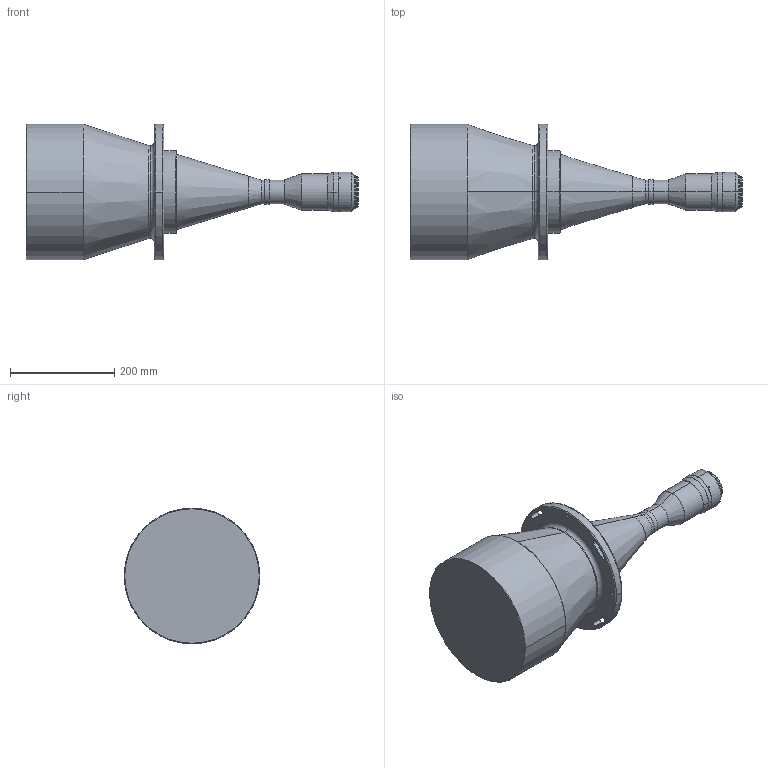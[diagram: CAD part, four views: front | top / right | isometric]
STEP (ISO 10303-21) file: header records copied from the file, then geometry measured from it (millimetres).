
FILE_DESCRIPTION (( 'STEP AP203' ), '1' );
FILE_NAME ('DTCM35FH-216-M58-AL.STEP', '2019-11-14T08:20:17', ( 'Windows 蚚誧' ), ( '' ), 'SwSTEP 2.0', 'SolidWorks 2017', '' );
FILE_SCHEMA (( 'CONFIG_CONTROL_DESIGN' ));
Length unit declared in the file: millimetre
Products named in the file (1): DTCM35FH-216-M58-AL
Bounding box: 637 x 260 x 260 mm (x, y, z)
Volume: 14179429.6 mm3; surface area: 426402.7 mm2
Topology: 1 solids, 1 shells, 121 faces, 292 edges, 177 vertices
Faces by surface type: cylinder 60, cone 30, bspline 20, plane 9, torus 2
Entity records: 3935 total; most frequent: CARTESIAN_POINT 1065, DIRECTION 622, ORIENTED_EDGE 572, EDGE_CURVE 286, AXIS2_PLACEMENT_3D 266, VERTEX_POINT 177, CIRCLE 164, EDGE_LOOP 147
